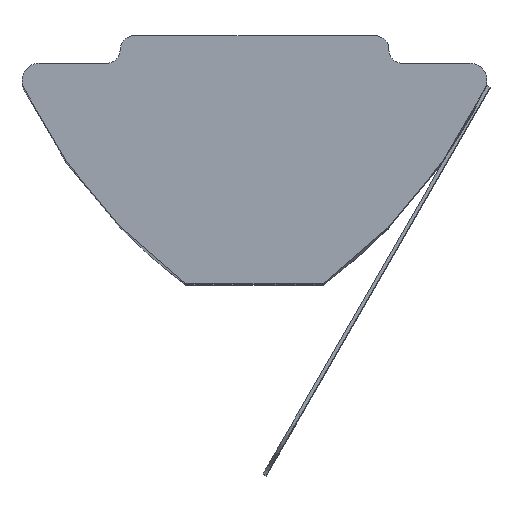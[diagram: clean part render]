
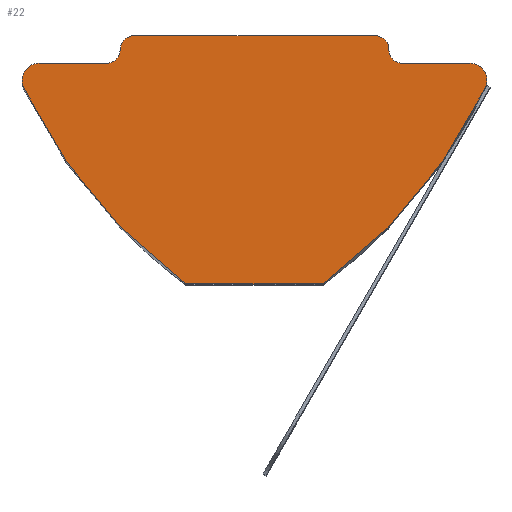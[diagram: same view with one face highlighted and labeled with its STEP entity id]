
A CAD part, top view. The second image highlights one B-rep face of the part: STEP entity #22.
In plain terms, the highlighted planar face has unit normal (0, 0, 1).
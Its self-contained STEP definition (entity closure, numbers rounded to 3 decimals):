
#22 = ADVANCED_FACE ( 'NONE', ( #387 ), #1046, .T. ) ;
#30 = DIRECTION ( 'NONE',  ( 0., 0., 1. ) ) ;
#36 = CIRCLE ( 'NONE', #253, 0.4 ) ;
#38 = CARTESIAN_POINT ( 'NONE',  ( -3.5, -0.4, 11. ) ) ;
#50 = DIRECTION ( 'NONE',  ( 0., 0., 1. ) ) ;
#54 = ORIENTED_EDGE ( 'NONE', *, *, #531, .T. ) ;
#89 = ORIENTED_EDGE ( 'NONE', *, *, #150, .T. ) ;
#92 = CARTESIAN_POINT ( 'NONE',  ( 3.9, -0.8, 11. ) ) ;
#95 = VECTOR ( 'NONE', #1101, 1000. ) ;
#97 = CARTESIAN_POINT ( 'NONE',  ( -6.75, -1.3, 11. ) ) ;
#101 = DIRECTION ( 'NONE',  ( 1., 0., 0. ) ) ;
#122 = DIRECTION ( 'NONE',  ( 0., 0., 1. ) ) ;
#140 = CARTESIAN_POINT ( 'NONE',  ( -3.9, -0.8, 11. ) ) ;
#142 = CARTESIAN_POINT ( 'NONE',  ( 6.702, -1.514, 11. ) ) ;
#150 = EDGE_CURVE ( 'NONE', #772, #340, #697, .T. ) ;
#166 = AXIS2_PLACEMENT_3D ( 'NONE', #1201, #50, #695 ) ;
#169 = CARTESIAN_POINT ( 'NONE',  ( 4.3, -0.4, 11. ) ) ;
#171 = DIRECTION ( 'NONE',  ( -1., 0., 0. ) ) ;
#181 = ORIENTED_EDGE ( 'NONE', *, *, #732, .T. ) ;
#206 = AXIS2_PLACEMENT_3D ( 'NONE', #679, #30, #466 ) ;
#229 = EDGE_CURVE ( 'NONE', #972, #281, #994, .T. ) ;
#231 = DIRECTION ( 'NONE',  ( 1., 0., 0. ) ) ;
#243 = ORIENTED_EDGE ( 'NONE', *, *, #334, .T. ) ;
#246 = CIRCLE ( 'NONE', #166, 0.5 ) ;
#248 = DIRECTION ( 'NONE',  ( -1., 0., 0. ) ) ;
#252 = VERTEX_POINT ( 'NONE', #750 ) ;
#253 = AXIS2_PLACEMENT_3D ( 'NONE', #1140, #1059, #878 ) ;
#266 = VECTOR ( 'NONE', #171, 1000. ) ;
#269 = DIRECTION ( 'NONE',  ( 0., 0., -1. ) ) ;
#270 = VERTEX_POINT ( 'NONE', #911 ) ;
#281 = VERTEX_POINT ( 'NONE', #827 ) ;
#293 = CIRCLE ( 'NONE', #1194, 0.4 ) ;
#296 = VERTEX_POINT ( 'NONE', #460 ) ;
#305 = CIRCLE ( 'NONE', #458, 0.5 ) ;
#329 = CARTESIAN_POINT ( 'NONE',  ( -2., -7.2, 11. ) ) ;
#331 = ORIENTED_EDGE ( 'NONE', *, *, #813, .T. ) ;
#334 = EDGE_CURVE ( 'NONE', #296, #1149, #552, .T. ) ;
#340 = VERTEX_POINT ( 'NONE', #659 ) ;
#367 = EDGE_LOOP ( 'NONE', ( #181, #376, #331, #243, #404, #543, #89, #54, #553, #712, #807, #1128, #771 ) ) ;
#376 = ORIENTED_EDGE ( 'NONE', *, *, #1141, .T. ) ;
#379 = DIRECTION ( 'NONE',  ( 0., 0., 1. ) ) ;
#382 = LINE ( 'NONE', #92, #266 ) ;
#386 = EDGE_CURVE ( 'NONE', #1122, #563, #615, .T. ) ;
#387 = FACE_OUTER_BOUND ( 'NONE', #367, .T. ) ;
#400 = DIRECTION ( 'NONE',  ( -1., 0., 0. ) ) ;
#404 = ORIENTED_EDGE ( 'NONE', *, *, #614, .T. ) ;
#424 = DIRECTION ( 'NONE',  ( -1., 0., 0. ) ) ;
#429 = EDGE_CURVE ( 'NONE', #1176, #1122, #305, .T. ) ;
#438 = AXIS2_PLACEMENT_3D ( 'NONE', #1167, #1073, #424 ) ;
#458 = AXIS2_PLACEMENT_3D ( 'NONE', #847, #122, #101 ) ;
#460 = CARTESIAN_POINT ( 'NONE',  ( 3.5, 0., 11. ) ) ;
#466 = DIRECTION ( 'NONE',  ( 1., 0., 0. ) ) ;
#504 = LINE ( 'NONE', #329, #95 ) ;
#511 = EDGE_CURVE ( 'NONE', #563, #760, #504, .T. ) ;
#520 = DIRECTION ( 'NONE',  ( 1., 0., 0. ) ) ;
#521 = CIRCLE ( 'NONE', #762, 0.4 ) ;
#526 = AXIS2_PLACEMENT_3D ( 'NONE', #708, #1183, #520 ) ;
#531 = EDGE_CURVE ( 'NONE', #340, #1176, #246, .T. ) ;
#532 = DIRECTION ( 'NONE',  ( 0., 0., 1. ) ) ;
#535 = VECTOR ( 'NONE', #248, 1000. ) ;
#539 = EDGE_CURVE ( 'NONE', #760, #972, #1153, .T. ) ;
#543 = ORIENTED_EDGE ( 'NONE', *, *, #934, .T. ) ;
#552 = LINE ( 'NONE', #840, #717 ) ;
#553 = ORIENTED_EDGE ( 'NONE', *, *, #429, .T. ) ;
#563 = VERTEX_POINT ( 'NONE', #685 ) ;
#586 = CARTESIAN_POINT ( 'NONE',  ( -4.3, -0.8, 11. ) ) ;
#594 = CARTESIAN_POINT ( 'NONE',  ( -6.25, -1.3, 11. ) ) ;
#614 = EDGE_CURVE ( 'NONE', #1149, #270, #521, .T. ) ;
#615 = CIRCLE ( 'NONE', #206, 15. ) ;
#630 = DIRECTION ( 'NONE',  ( 0., 0., 1. ) ) ;
#659 = CARTESIAN_POINT ( 'NONE',  ( -6.25, -0.8, 11. ) ) ;
#678 = AXIS2_PLACEMENT_3D ( 'NONE', #1116, #532, #924 ) ;
#679 = CARTESIAN_POINT ( 'NONE',  ( 6.854, 4.908, 11. ) ) ;
#685 = CARTESIAN_POINT ( 'NONE',  ( -2., -7.2, 11. ) ) ;
#695 = DIRECTION ( 'NONE',  ( 1., 0., 0. ) ) ;
#697 = LINE ( 'NONE', #140, #535 ) ;
#708 = CARTESIAN_POINT ( 'NONE',  ( -4.3, -0.4, 11. ) ) ;
#712 = ORIENTED_EDGE ( 'NONE', *, *, #386, .T. ) ;
#713 = CARTESIAN_POINT ( 'NONE',  ( 3.9, -0.4, 11. ) ) ;
#717 = VECTOR ( 'NONE', #400, 1000. ) ;
#732 = EDGE_CURVE ( 'NONE', #281, #252, #382, .T. ) ;
#750 = CARTESIAN_POINT ( 'NONE',  ( 4.3, -0.8, 11. ) ) ;
#760 = VERTEX_POINT ( 'NONE', #950 ) ;
#762 = AXIS2_PLACEMENT_3D ( 'NONE', #38, #630, #231 ) ;
#771 = ORIENTED_EDGE ( 'NONE', *, *, #229, .T. ) ;
#772 = VERTEX_POINT ( 'NONE', #586 ) ;
#807 = ORIENTED_EDGE ( 'NONE', *, *, #511, .T. ) ;
#813 = EDGE_CURVE ( 'NONE', #856, #296, #36, .T. ) ;
#827 = CARTESIAN_POINT ( 'NONE',  ( 6.25, -0.8, 11. ) ) ;
#829 = DIRECTION ( 'NONE',  ( 1., 0., 0. ) ) ;
#834 = CARTESIAN_POINT ( 'NONE',  ( -3.5, 0., 11. ) ) ;
#840 = CARTESIAN_POINT ( 'NONE',  ( 3.9, 0., 11. ) ) ;
#847 = CARTESIAN_POINT ( 'NONE',  ( -6.25, -1.3, 11. ) ) ;
#856 = VERTEX_POINT ( 'NONE', #713 ) ;
#878 = DIRECTION ( 'NONE',  ( 1., 0., 0. ) ) ;
#911 = CARTESIAN_POINT ( 'NONE',  ( -3.9, -0.4, 11. ) ) ;
#924 = DIRECTION ( 'NONE',  ( -1., 0., 0. ) ) ;
#934 = EDGE_CURVE ( 'NONE', #270, #772, #1179, .T. ) ;
#950 = CARTESIAN_POINT ( 'NONE',  ( 2., -7.2, 11. ) ) ;
#972 = VERTEX_POINT ( 'NONE', #142 ) ;
#994 = CIRCLE ( 'NONE', #678, 0.5 ) ;
#1037 = DIRECTION ( 'NONE',  ( 1., 0., 0. ) ) ;
#1038 = CARTESIAN_POINT ( 'NONE',  ( -6.702, -1.514, 11. ) ) ;
#1046 = PLANE ( 'NONE',  #1091 ) ;
#1059 = DIRECTION ( 'NONE',  ( 0., 0., 1. ) ) ;
#1073 = DIRECTION ( 'NONE',  ( 0., 0., 1. ) ) ;
#1091 = AXIS2_PLACEMENT_3D ( 'NONE', #594, #379, #1037 ) ;
#1101 = DIRECTION ( 'NONE',  ( 1., 0., 0. ) ) ;
#1116 = CARTESIAN_POINT ( 'NONE',  ( 6.25, -1.3, 11. ) ) ;
#1122 = VERTEX_POINT ( 'NONE', #1038 ) ;
#1128 = ORIENTED_EDGE ( 'NONE', *, *, #539, .T. ) ;
#1140 = CARTESIAN_POINT ( 'NONE',  ( 3.5, -0.4, 11. ) ) ;
#1141 = EDGE_CURVE ( 'NONE', #252, #856, #293, .T. ) ;
#1149 = VERTEX_POINT ( 'NONE', #834 ) ;
#1153 = CIRCLE ( 'NONE', #438, 15. ) ;
#1167 = CARTESIAN_POINT ( 'NONE',  ( -6.854, 4.908, 11. ) ) ;
#1176 = VERTEX_POINT ( 'NONE', #97 ) ;
#1179 = CIRCLE ( 'NONE', #526, 0.4 ) ;
#1183 = DIRECTION ( 'NONE',  ( 0., 0., -1. ) ) ;
#1194 = AXIS2_PLACEMENT_3D ( 'NONE', #169, #269, #829 ) ;
#1201 = CARTESIAN_POINT ( 'NONE',  ( -6.25, -1.3, 11. ) ) ;
